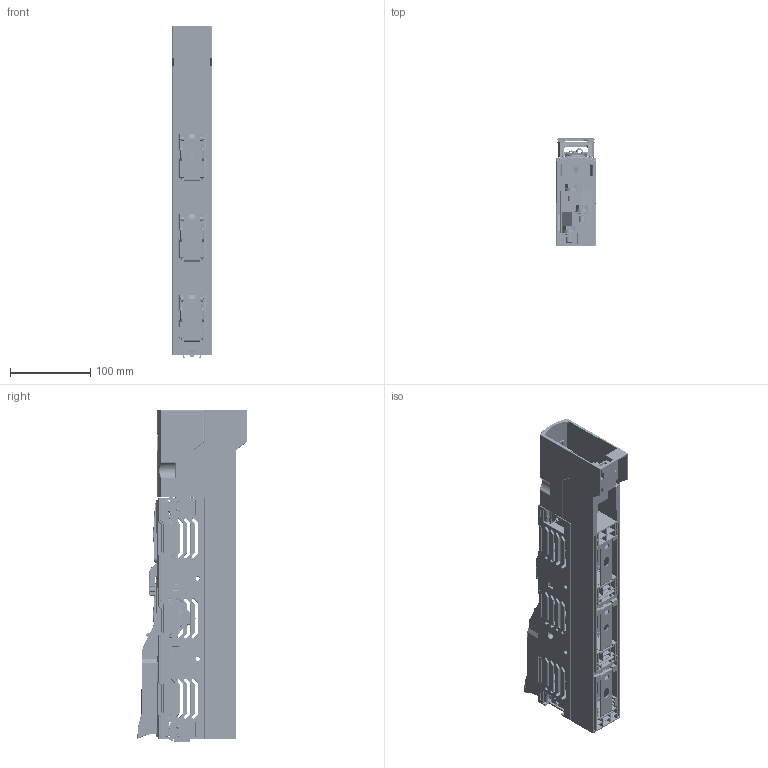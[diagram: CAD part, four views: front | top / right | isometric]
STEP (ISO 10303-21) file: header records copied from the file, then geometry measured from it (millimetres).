
FILE_DESCRIPTION((''),'2;1');
FILE_NAME('SL00-100_EK_ASM','2022-06-20T07:28:01',('klemen.sitar'),('Audax d.o.o.'),'CREO PARAMETRIC BY PTC INC, 2021304','CREO PARAMETRIC BY PTC INC, 2021304','');
FILE_SCHEMA(('AP242_MANAGED_MODEL_BASED_3D_ENGINEERING_MIM_LF { 1 0 10303 442 1 1 4 }'));
Products named in the file (24): DRA_OSIGURAA_00000; PERO_KONTAKTA_00; OPRUGA_FI-4-MALA; PLAIN_WASHER_GRADE_A_DIN_WASHER; PRIKLJUAK_L3-L10; KONTAKT_GORNJI_1; CURVED_SPRING_LOCK_WASHER_DIN_S; PRITEZNA_MATICA; COUNTERSUNK_FLAT_HEAD_CROSS_REC; ZASTITA_SABIRNICA_0P-00; HEX_SCREW_GRADEAB_ISO_ISO_4017_; KONTAKT_GORNJI_2; PROZORCIC_OS-00_1; NATPISNA_PODLOGA_32X19; BOCNE_0P-00; RUCICA_0P-00; OSNOVA_0P-00; POKLOPAC_0P-00; KONTAKT_DONJI; PRIKLJUCAK_L2-L2; POKLOPAC_PRIKLJUCAKA_0P-00V2; PRIKLJUCAK_L1-L3; ETI_LOGO; SL00-100_EK_ASM
Assembly tree (48 placements, depth 2):
  SL00-100_EK_ASM
    DRA_OSIGURAA_00000  x3
    PERO_KONTAKTA_00  x6
    OPRUGA_FI-4-MALA  x3
    PLAIN_WASHER_GRADE_A_DIN_WASHER  x3
    PRIKLJUAK_L3-L10
    KONTAKT_GORNJI_1  x2
    CURVED_SPRING_LOCK_WASHER_DIN_S  x3
    PRITEZNA_MATICA  x3
    COUNTERSUNK_FLAT_HEAD_CROSS_REC  x3
    ZASTITA_SABIRNICA_0P-00  x3
    HEX_SCREW_GRADEAB_ISO_ISO_4017_  x3
    KONTAKT_GORNJI_2
    PROZORCIC_OS-00_1  x3
    NATPISNA_PODLOGA_32X19
    BOCNE_0P-00
    RUCICA_0P-00
    OSNOVA_0P-00
    POKLOPAC_0P-00
    KONTAKT_DONJI  x2
    PRIKLJUCAK_L2-L2
    POKLOPAC_PRIKLJUCAKA_0P-00V2
    PRIKLJUCAK_L1-L3
    ETI_LOGO
Bounding box: 49 x 136.17 x 413.6 mm (x, y, z)
Volume: 300848.6 mm3; surface area: 614648.7 mm2
Topology: 47 solids, 50 shells, 7732 faces, 20902 edges, 13023 vertices
Faces by surface type: plane 4342, cylinder 2345, torus 491, sphere 197, bspline 166, extrusion 118, cone 73
Entity records: 534749 total; most frequent: CARTESIAN_POINT 252610, ORIENTED_EDGE 37274, DIRECTION 35300, PRESENTATION_STYLE_ASSIGNMENT 25763, STYLED_ITEM 25762, CURVE_STYLE 18791, EDGE_CURVE 18647, VECTOR 12854
